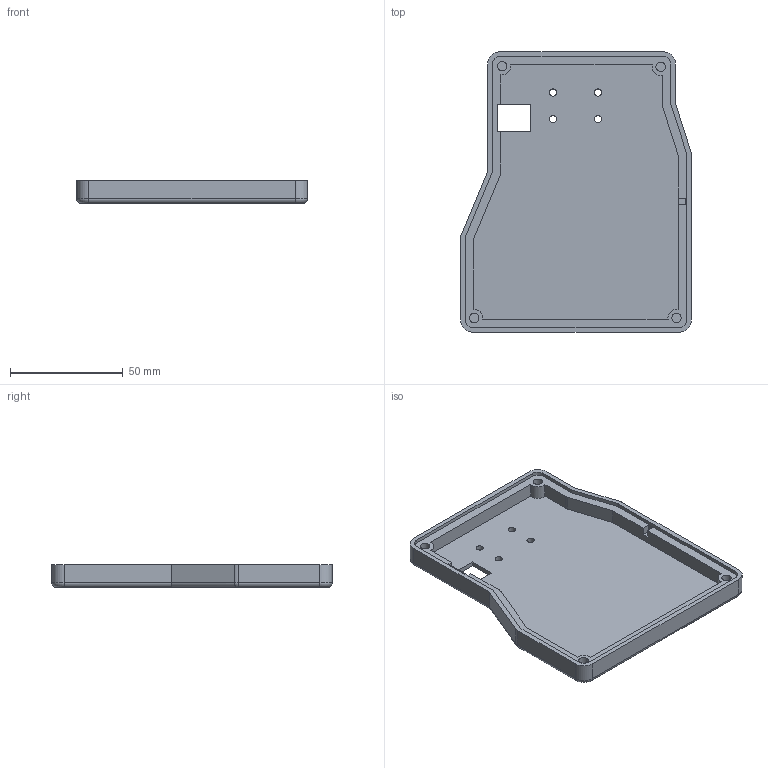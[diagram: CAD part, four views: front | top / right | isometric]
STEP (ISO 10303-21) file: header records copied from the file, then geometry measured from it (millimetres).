
FILE_DESCRIPTION(('FreeCAD Model'),'2;1');
FILE_NAME('Open CASCADE Shape Model','2025-02-14T08:43:31',(''),(''), 'Open CASCADE STEP processor 7.8','FreeCAD','Unknown');
FILE_SCHEMA(('AUTOMOTIVE_DESIGN { 1 0 10303 214 1 1 1 1 }'));
Length unit declared in the file: millimetre
Products named in the file (1): Matrix Case
Bounding box: 102.3 x 124.3 x 10 mm (x, y, z)
Volume: 38958.2 mm3; surface area: 30475.1 mm2
Topology: 1 solids, 1 shells, 81 faces, 215 edges, 141 vertices
Faces by surface type: plane 41, cylinder 34, torus 6
Full cylindrical faces by diameter (mm): 3.2 x4, 4.2 x4
Entity records: 2567 total; most frequent: DIRECTION 451, CARTESIAN_POINT 438, ORIENTED_EDGE 430, EDGE_CURVE 215, AXIS2_PLACEMENT_3D 154, LINE 143, VECTOR 143, VERTEX_POINT 141
